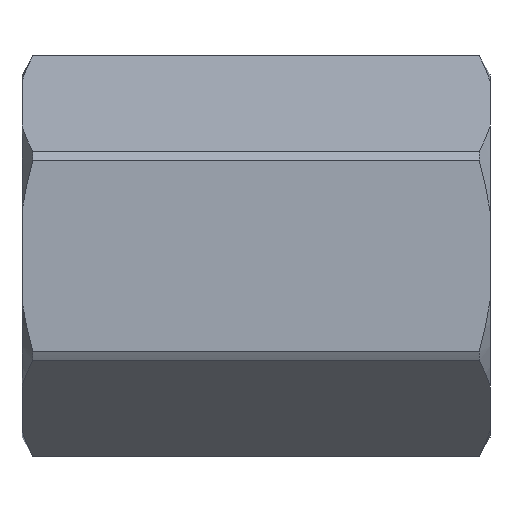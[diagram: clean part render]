
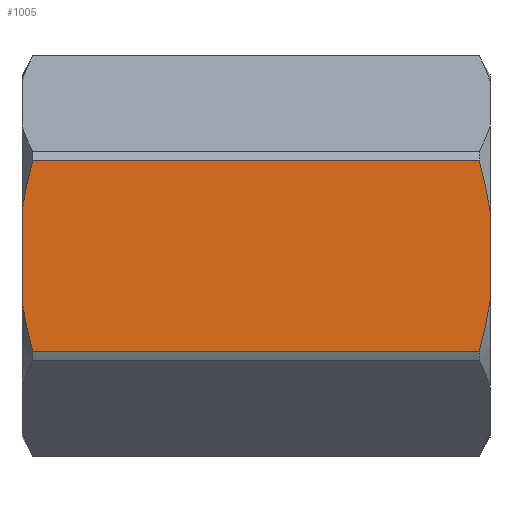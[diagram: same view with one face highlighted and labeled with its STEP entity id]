
A CAD part, front view. The second image highlights one B-rep face of the part: STEP entity #1005.
In plain terms, the highlighted planar face has unit normal (0, -1, 0).
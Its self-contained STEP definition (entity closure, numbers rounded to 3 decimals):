
#46=PLANE('',#1058);
#69=LINE('',#6769,#100);
#70=LINE('',#6777,#101);
#71=LINE('',#6784,#102);
#72=LINE('',#6791,#103);
#100=VECTOR('',#1158,1000.);
#101=VECTOR('',#1159,1000.);
#102=VECTOR('',#1160,1000.);
#103=VECTOR('',#1161,1000.);
#140=B_SPLINE_CURVE_WITH_KNOTS('',3,(#6772,#6773,#6774,#6775),
 .UNSPECIFIED.,.F.,.F.,(4,4),(0.,0.003),.UNSPECIFIED.);
#141=B_SPLINE_CURVE_WITH_KNOTS('',3,(#6779,#6780,#6781,#6782),
 .UNSPECIFIED.,.F.,.F.,(4,4),(0.,0.003),
 .UNSPECIFIED.);
#142=B_SPLINE_CURVE_WITH_KNOTS('',3,(#6786,#6787,#6788,#6789),
 .UNSPECIFIED.,.F.,.F.,(4,4),(0.,0.003),.UNSPECIFIED.);
#143=B_SPLINE_CURVE_WITH_KNOTS('',3,(#6793,#6794,#6795,#6796),
 .UNSPECIFIED.,.F.,.F.,(4,4),(0.,0.003),
 .UNSPECIFIED.);
#313=ORIENTED_EDGE('',*,*,#645,.T.);
#314=ORIENTED_EDGE('',*,*,#646,.F.);
#315=ORIENTED_EDGE('',*,*,#647,.T.);
#316=ORIENTED_EDGE('',*,*,#648,.F.);
#317=ORIENTED_EDGE('',*,*,#649,.F.);
#318=ORIENTED_EDGE('',*,*,#650,.F.);
#319=ORIENTED_EDGE('',*,*,#651,.T.);
#320=ORIENTED_EDGE('',*,*,#652,.F.);
#645=EDGE_CURVE('',#810,#811,#69,.T.);
#646=EDGE_CURVE('',#812,#811,#140,.T.);
#647=EDGE_CURVE('',#812,#813,#70,.T.);
#648=EDGE_CURVE('',#814,#813,#141,.T.);
#649=EDGE_CURVE('',#815,#814,#71,.T.);
#650=EDGE_CURVE('',#816,#815,#142,.T.);
#651=EDGE_CURVE('',#816,#817,#72,.T.);
#652=EDGE_CURVE('',#810,#817,#143,.T.);
#810=VERTEX_POINT('',#6770);
#811=VERTEX_POINT('',#6771);
#812=VERTEX_POINT('',#6776);
#813=VERTEX_POINT('',#6778);
#814=VERTEX_POINT('',#6783);
#815=VERTEX_POINT('',#6785);
#816=VERTEX_POINT('',#6790);
#817=VERTEX_POINT('',#6792);
#918=EDGE_LOOP('',(#313,#314,#315,#316,#317,#318,#319,#320));
#960=FACE_BOUND('',#918,.T.);
#1005=ADVANCED_FACE('',(#960),#46,.T.);
#1058=AXIS2_PLACEMENT_3D('',#6768,#1156,#1157);
#1156=DIRECTION('',(0.,-1.,0.));
#1157=DIRECTION('',(0.,0.,-1.));
#1158=DIRECTION('',(0.,0.,-1.));
#1159=DIRECTION('',(1.,0.,0.));
#1160=DIRECTION('',(0.,0.,-1.));
#1161=DIRECTION('',(-1.,0.,0.));
#6768=CARTESIAN_POINT('',(-12.5,-9.4,5.427));
#6769=CARTESIAN_POINT('',(-12.5,-9.4,5.427));
#6770=CARTESIAN_POINT('',(-12.5,-9.4,2.394));
#6771=CARTESIAN_POINT('',(-12.5,-9.4,-2.394));
#6772=CARTESIAN_POINT('',(-11.923,-9.4,-5.112));
#6773=CARTESIAN_POINT('',(-12.169,-9.4,-4.217));
#6774=CARTESIAN_POINT('',(-12.369,-9.4,-3.313));
#6775=CARTESIAN_POINT('',(-12.5,-9.4,-2.394));
#6776=CARTESIAN_POINT('',(-11.923,-9.4,-5.112));
#6777=CARTESIAN_POINT('',(12.5,-9.4,-5.112));
#6778=CARTESIAN_POINT('',(11.923,-9.4,-5.112));
#6779=CARTESIAN_POINT('',(12.5,-9.4,-2.394));
#6780=CARTESIAN_POINT('',(12.369,-9.4,-3.313));
#6781=CARTESIAN_POINT('',(12.169,-9.4,-4.217));
#6782=CARTESIAN_POINT('',(11.923,-9.4,-5.112));
#6783=CARTESIAN_POINT('',(12.5,-9.4,-2.394));
#6784=CARTESIAN_POINT('',(12.5,-9.4,0.));
#6785=CARTESIAN_POINT('',(12.5,-9.4,2.394));
#6786=CARTESIAN_POINT('',(11.923,-9.4,5.112));
#6787=CARTESIAN_POINT('',(12.169,-9.4,4.217));
#6788=CARTESIAN_POINT('',(12.369,-9.4,3.313));
#6789=CARTESIAN_POINT('',(12.5,-9.4,2.394));
#6790=CARTESIAN_POINT('',(11.923,-9.4,5.112));
#6791=CARTESIAN_POINT('',(12.5,-9.4,5.112));
#6792=CARTESIAN_POINT('',(-11.923,-9.4,5.112));
#6793=CARTESIAN_POINT('',(-12.5,-9.4,2.394));
#6794=CARTESIAN_POINT('',(-12.369,-9.4,3.313));
#6795=CARTESIAN_POINT('',(-12.169,-9.4,4.217));
#6796=CARTESIAN_POINT('',(-11.923,-9.4,5.112));
